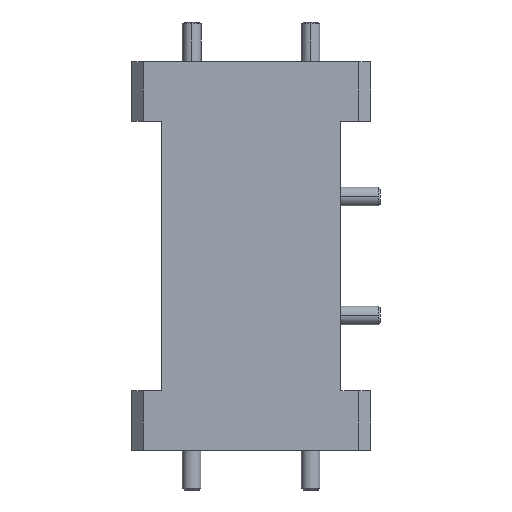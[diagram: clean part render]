
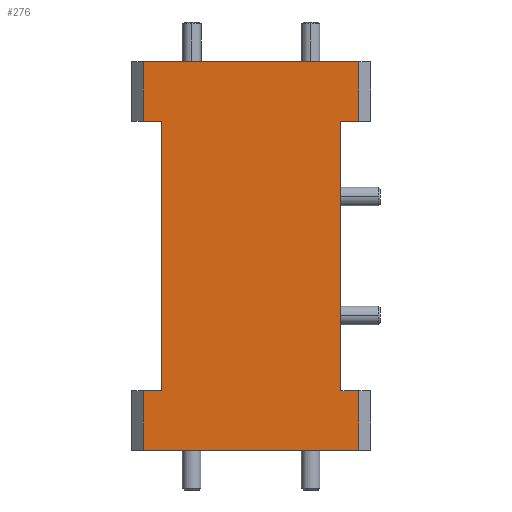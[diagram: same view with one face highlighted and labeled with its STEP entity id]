
A CAD part, left-side view. The second image highlights one B-rep face of the part: STEP entity #276.
In plain terms, the highlighted planar face has unit normal (-1, 0, 0).
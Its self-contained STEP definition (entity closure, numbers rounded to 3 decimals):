
#11 = LINE ( 'NONE', #13679, #15200 ) ;
#276 = ADVANCED_FACE ( 'NONE', ( #4188 ), #1716, .T. ) ;
#350 = DIRECTION ( 'NONE',  ( -1., 0., 0. ) ) ;
#717 = LINE ( 'NONE', #17682, #2743 ) ;
#1115 = EDGE_CURVE ( 'NONE', #3913, #16523, #12880, .T. ) ;
#1194 = DIRECTION ( 'NONE',  ( 0., -1., 0. ) ) ;
#1230 = ORIENTED_EDGE ( 'NONE', *, *, #14832, .T. ) ;
#1395 = EDGE_CURVE ( 'NONE', #16928, #14409, #11, .T. ) ;
#1600 = VERTEX_POINT ( 'NONE', #17148 ) ;
#1716 = PLANE ( 'NONE',  #9817 ) ;
#2294 = CARTESIAN_POINT ( 'NONE',  ( -46.061, 11.927, 0.544 ) ) ;
#2564 = DIRECTION ( 'NONE',  ( 0., 1., 0. ) ) ;
#2743 = VECTOR ( 'NONE', #9379, 1000. ) ;
#2852 = ORIENTED_EDGE ( 'NONE', *, *, #3645, .F. ) ;
#3211 = DIRECTION ( 'NONE',  ( 0., 0., 1. ) ) ;
#3453 = VERTEX_POINT ( 'NONE', #4261 ) ;
#3499 = EDGE_CURVE ( 'NONE', #17357, #4536, #14458, .T. ) ;
#3645 = EDGE_CURVE ( 'NONE', #4536, #6593, #12160, .T. ) ;
#3841 = VECTOR ( 'NONE', #1194, 1000. ) ;
#3863 = ORIENTED_EDGE ( 'NONE', *, *, #5760, .T. ) ;
#3913 = VERTEX_POINT ( 'NONE', #4859 ) ;
#3989 = CARTESIAN_POINT ( 'NONE',  ( -46.061, 10.403, 28.484 ) ) ;
#4188 = FACE_OUTER_BOUND ( 'NONE', #16121, .T. ) ;
#4261 = CARTESIAN_POINT ( 'NONE',  ( -46.061, -6.361, 5.624 ) ) ;
#4313 = CARTESIAN_POINT ( 'NONE',  ( -46.061, -6.361, 0.544 ) ) ;
#4536 = VERTEX_POINT ( 'NONE', #3989 ) ;
#4859 = CARTESIAN_POINT ( 'NONE',  ( -46.061, -6.361, 28.484 ) ) ;
#5295 = CARTESIAN_POINT ( 'NONE',  ( -46.061, -7.377, 0.544 ) ) ;
#5340 = VECTOR ( 'NONE', #8966, 1000. ) ;
#5426 = VERTEX_POINT ( 'NONE', #4313 ) ;
#5507 = ORIENTED_EDGE ( 'NONE', *, *, #3499, .F. ) ;
#5760 = EDGE_CURVE ( 'NONE', #16928, #3913, #16438, .T. ) ;
#5789 = VECTOR ( 'NONE', #17738, 1000. ) ;
#5906 = DIRECTION ( 'NONE',  ( 0., 0., 1. ) ) ;
#6487 = DIRECTION ( 'NONE',  ( 0., 0., -1. ) ) ;
#6593 = VERTEX_POINT ( 'NONE', #6884 ) ;
#6616 = CARTESIAN_POINT ( 'NONE',  ( -46.061, 10.403, 28.484 ) ) ;
#6852 = LINE ( 'NONE', #5295, #7705 ) ;
#6884 = CARTESIAN_POINT ( 'NONE',  ( -46.061, 11.927, 28.484 ) ) ;
#7277 = CARTESIAN_POINT ( 'NONE',  ( -46.061, -7.377, 0.544 ) ) ;
#7630 = ORIENTED_EDGE ( 'NONE', *, *, #11927, .F. ) ;
#7705 = VECTOR ( 'NONE', #10863, 1000. ) ;
#8124 = CARTESIAN_POINT ( 'NONE',  ( -46.061, -4.837, 28.484 ) ) ;
#8131 = DIRECTION ( 'NONE',  ( 0., 0., -1. ) ) ;
#8156 = CARTESIAN_POINT ( 'NONE',  ( -46.061, -4.837, 28.484 ) ) ;
#8500 = LINE ( 'NONE', #8669, #14954 ) ;
#8669 = CARTESIAN_POINT ( 'NONE',  ( -46.061, -6.361, 5.624 ) ) ;
#8966 = DIRECTION ( 'NONE',  ( 0., 0., -1. ) ) ;
#9053 = VECTOR ( 'NONE', #3211, 1000. ) ;
#9065 = CARTESIAN_POINT ( 'NONE',  ( -46.061, 11.927, 0.544 ) ) ;
#9207 = ORIENTED_EDGE ( 'NONE', *, *, #13869, .F. ) ;
#9379 = DIRECTION ( 'NONE',  ( 0., 1., 0. ) ) ;
#9406 = VECTOR ( 'NONE', #6487, 1000. ) ;
#9817 = AXIS2_PLACEMENT_3D ( 'NONE', #7277, #350, #5906 ) ;
#10703 = LINE ( 'NONE', #9065, #5340 ) ;
#10805 = ORIENTED_EDGE ( 'NONE', *, *, #14603, .T. ) ;
#10863 = DIRECTION ( 'NONE',  ( 0., 1., 0. ) ) ;
#10870 = CARTESIAN_POINT ( 'NONE',  ( -46.061, 10.403, 5.624 ) ) ;
#10956 = LINE ( 'NONE', #15059, #16430 ) ;
#11336 = CARTESIAN_POINT ( 'NONE',  ( -46.061, 11.927, 0.544 ) ) ;
#11490 = DIRECTION ( 'NONE',  ( 0., 0., 1. ) ) ;
#11820 = CARTESIAN_POINT ( 'NONE',  ( -46.061, -4.837, 5.624 ) ) ;
#11909 = VECTOR ( 'NONE', #15839, 1000. ) ;
#11927 = EDGE_CURVE ( 'NONE', #5426, #12957, #6852, .T. ) ;
#12001 = CARTESIAN_POINT ( 'NONE',  ( -46.061, 11.927, 5.624 ) ) ;
#12160 = LINE ( 'NONE', #6616, #5789 ) ;
#12713 = EDGE_CURVE ( 'NONE', #1600, #6593, #10703, .T. ) ;
#12737 = ORIENTED_EDGE ( 'NONE', *, *, #1395, .F. ) ;
#12859 = ORIENTED_EDGE ( 'NONE', *, *, #13312, .T. ) ;
#12880 = LINE ( 'NONE', #15624, #9053 ) ;
#12957 = VERTEX_POINT ( 'NONE', #11336 ) ;
#13099 = EDGE_CURVE ( 'NONE', #15231, #12957, #14783, .T. ) ;
#13312 = EDGE_CURVE ( 'NONE', #5426, #3453, #8500, .T. ) ;
#13503 = VECTOR ( 'NONE', #14468, 1000. ) ;
#13679 = CARTESIAN_POINT ( 'NONE',  ( -46.061, -4.837, 28.484 ) ) ;
#13869 = EDGE_CURVE ( 'NONE', #14409, #3453, #15756, .T. ) ;
#14409 = VERTEX_POINT ( 'NONE', #17341 ) ;
#14458 = LINE ( 'NONE', #17295, #11909 ) ;
#14468 = DIRECTION ( 'NONE',  ( 0., -1., 0. ) ) ;
#14603 = EDGE_CURVE ( 'NONE', #17357, #15231, #10956, .T. ) ;
#14630 = ORIENTED_EDGE ( 'NONE', *, *, #1115, .T. ) ;
#14783 = LINE ( 'NONE', #2294, #9406 ) ;
#14832 = EDGE_CURVE ( 'NONE', #16523, #1600, #717, .T. ) ;
#14954 = VECTOR ( 'NONE', #11490, 1000. ) ;
#15059 = CARTESIAN_POINT ( 'NONE',  ( -46.061, 10.403, 5.624 ) ) ;
#15200 = VECTOR ( 'NONE', #8131, 1000. ) ;
#15231 = VERTEX_POINT ( 'NONE', #12001 ) ;
#15624 = CARTESIAN_POINT ( 'NONE',  ( -46.061, -6.361, 33.564 ) ) ;
#15756 = LINE ( 'NONE', #11820, #13503 ) ;
#15839 = DIRECTION ( 'NONE',  ( 0., 0., 1. ) ) ;
#16121 = EDGE_LOOP ( 'NONE', ( #1230, #17869, #2852, #5507, #10805, #17089, #7630, #12859, #9207, #12737, #3863, #14630 ) ) ;
#16430 = VECTOR ( 'NONE', #2564, 1000. ) ;
#16438 = LINE ( 'NONE', #8124, #3841 ) ;
#16523 = VERTEX_POINT ( 'NONE', #17752 ) ;
#16928 = VERTEX_POINT ( 'NONE', #8156 ) ;
#17089 = ORIENTED_EDGE ( 'NONE', *, *, #13099, .T. ) ;
#17148 = CARTESIAN_POINT ( 'NONE',  ( -46.061, 11.927, 33.564 ) ) ;
#17295 = CARTESIAN_POINT ( 'NONE',  ( -46.061, 10.403, 28.484 ) ) ;
#17341 = CARTESIAN_POINT ( 'NONE',  ( -46.061, -4.837, 5.624 ) ) ;
#17357 = VERTEX_POINT ( 'NONE', #10870 ) ;
#17682 = CARTESIAN_POINT ( 'NONE',  ( -46.061, -7.377, 33.564 ) ) ;
#17738 = DIRECTION ( 'NONE',  ( 0., 1., 0. ) ) ;
#17752 = CARTESIAN_POINT ( 'NONE',  ( -46.061, -6.361, 33.564 ) ) ;
#17869 = ORIENTED_EDGE ( 'NONE', *, *, #12713, .T. ) ;
